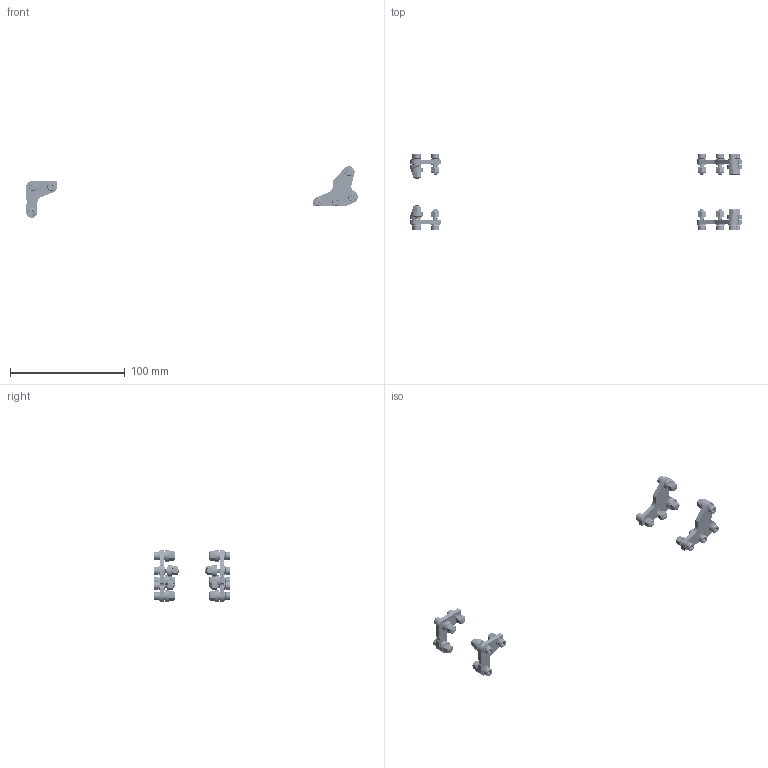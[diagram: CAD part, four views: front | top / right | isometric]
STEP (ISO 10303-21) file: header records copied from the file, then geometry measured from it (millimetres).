
FILE_DESCRIPTION (( 'STEP AP203' ), '1' );
FILE_NAME ('3210-0001-0004 assembly.STEP', '2019-10-23T17:05:24', ( '' ), ( '' ), 'SwSTEP 2.0', 'SolidWorks 2016', '' );
FILE_SCHEMA (( 'CONFIG_CONTROL_DESIGN' ));
Length unit declared in the file: millimetre
Products named in the file (9): 2800-0004-0014_90128A207; 2807-0407-0250; 2801-0004-0008_91166A230; 2800-0004-0018_90128A207; 1600-0410-0004; 3705-0001-0002; 3210-0001-0004 assembly; 3705-0001-0003; 2812-0004-0007_90576A103
Assembly tree (66 placements, depth 2):
  3210-0001-0004 assembly
    3705-0001-0002  x2
    3705-0001-0003  x2
    1600-0410-0004  x8
    2801-0004-0008_91166A230  x14
    2807-0407-0250  x12
    2812-0004-0007_90576A103  x14
    2800-0004-0014_90128A207  x12
    2800-0004-0018_90128A207  x2
Bounding box: 289 x 66.25 x 45 mm (x, y, z)
Volume: 17554.7 mm3; surface area: 24080.2 mm2
Topology: 82 solids, 82 shells, 3418 faces, 8534 edges, 5416 vertices
Faces by surface type: cylinder 1968, cone 612, plane 538, torus 244, bspline 56
Entity records: 23007 total; most frequent: CARTESIAN_POINT 10647, ORIENTED_EDGE 2260, DIRECTION 1946, EDGE_CURVE 1130, AXIS2_PLACEMENT_3D 783, VERTEX_POINT 723, EDGE_LOOP 483, ADVANCED_FACE 443
